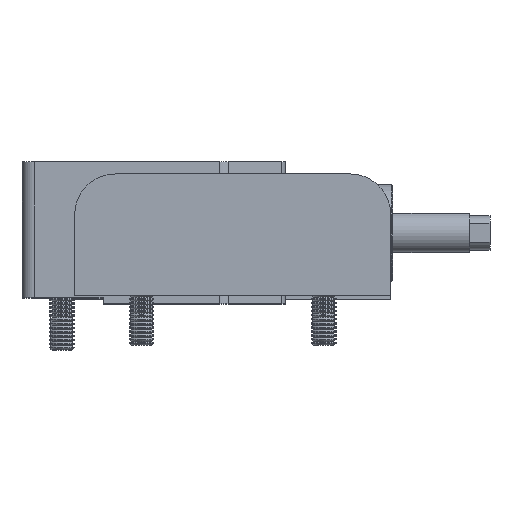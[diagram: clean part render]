
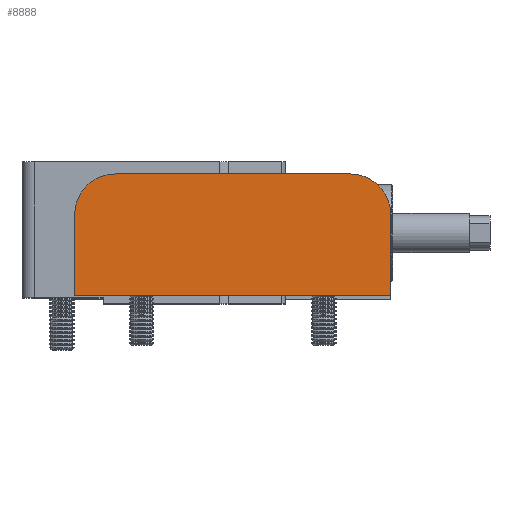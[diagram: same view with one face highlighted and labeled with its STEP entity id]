
A CAD part, top view. The second image highlights one B-rep face of the part: STEP entity #8888.
In plain terms, the highlighted planar face has unit normal (0, 0, 1).
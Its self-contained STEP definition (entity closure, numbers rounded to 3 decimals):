
#22 = FACE_OUTER_BOUND ( 'NONE', #2915, .T. ) ;
#152 = CARTESIAN_POINT ( 'NONE',  ( 39., -15., 35. ) ) ;
#379 = ORIENTED_EDGE ( 'NONE', *, *, #10227, .T. ) ;
#511 = ORIENTED_EDGE ( 'NONE', *, *, #9312, .T. ) ;
#646 = EDGE_CURVE ( 'NONE', #6715, #8796, #7264, .T. ) ;
#778 = DIRECTION ( 'NONE',  ( -1., 0., 0. ) ) ;
#779 = VECTOR ( 'NONE', #946, 1000. ) ;
#946 = DIRECTION ( 'NONE',  ( 0., -1., 0. ) ) ;
#959 = PLANE ( 'NONE',  #8897 ) ;
#1122 = CARTESIAN_POINT ( 'NONE',  ( -39., 5., 35. ) ) ;
#1294 = VERTEX_POINT ( 'NONE', #3188 ) ;
#1857 = ORIENTED_EDGE ( 'NONE', *, *, #8774, .T. ) ;
#2032 = LINE ( 'NONE', #8276, #4194 ) ;
#2090 = EDGE_CURVE ( 'NONE', #8796, #8033, #6727, .T. ) ;
#2346 = ORIENTED_EDGE ( 'NONE', *, *, #646, .T. ) ;
#2499 = CARTESIAN_POINT ( 'NONE',  ( -39., -15., 35. ) ) ;
#2714 = VERTEX_POINT ( 'NONE', #1122 ) ;
#2915 = EDGE_LOOP ( 'NONE', ( #1857, #379, #511, #4625, #2346, #5866 ) ) ;
#2988 = DIRECTION ( 'NONE',  ( -1., 0., 0. ) ) ;
#3188 = CARTESIAN_POINT ( 'NONE',  ( -29., 15., 35. ) ) ;
#4066 = VECTOR ( 'NONE', #6487, 1000. ) ;
#4194 = VECTOR ( 'NONE', #6813, 1000. ) ;
#4353 = VERTEX_POINT ( 'NONE', #4493 ) ;
#4493 = CARTESIAN_POINT ( 'NONE',  ( -39., -15., 35. ) ) ;
#4625 = ORIENTED_EDGE ( 'NONE', *, *, #7843, .T. ) ;
#4695 = DIRECTION ( 'NONE',  ( 0., 0., 1. ) ) ;
#4835 = AXIS2_PLACEMENT_3D ( 'NONE', #7819, #4695, #778 ) ;
#5569 = AXIS2_PLACEMENT_3D ( 'NONE', #5666, #8054, #8948 ) ;
#5666 = CARTESIAN_POINT ( 'NONE',  ( 29., 5., 35. ) ) ;
#5866 = ORIENTED_EDGE ( 'NONE', *, *, #2090, .T. ) ;
#6316 = CARTESIAN_POINT ( 'NONE',  ( 0., 0., 35. ) ) ;
#6365 = DIRECTION ( 'NONE',  ( -1., 0., 0. ) ) ;
#6455 = LINE ( 'NONE', #2499, #779 ) ;
#6487 = DIRECTION ( 'NONE',  ( 0., 1., 0. ) ) ;
#6545 = CARTESIAN_POINT ( 'NONE',  ( 39., -15., 35. ) ) ;
#6715 = VERTEX_POINT ( 'NONE', #6545 ) ;
#6727 = CIRCLE ( 'NONE', #5569, 10. ) ;
#6813 = DIRECTION ( 'NONE',  ( 1., 0., 0. ) ) ;
#6938 = LINE ( 'NONE', #10114, #7053 ) ;
#7053 = VECTOR ( 'NONE', #2988, 1000. ) ;
#7264 = LINE ( 'NONE', #152, #4066 ) ;
#7290 = CARTESIAN_POINT ( 'NONE',  ( 39., 5., 35. ) ) ;
#7819 = CARTESIAN_POINT ( 'NONE',  ( -29., 5., 35. ) ) ;
#7843 = EDGE_CURVE ( 'NONE', #4353, #6715, #2032, .T. ) ;
#8005 = CIRCLE ( 'NONE', #4835, 10. ) ;
#8033 = VERTEX_POINT ( 'NONE', #9502 ) ;
#8054 = DIRECTION ( 'NONE',  ( 0., 0., 1. ) ) ;
#8276 = CARTESIAN_POINT ( 'NONE',  ( -39., -15., 35. ) ) ;
#8774 = EDGE_CURVE ( 'NONE', #8033, #1294, #6938, .T. ) ;
#8796 = VERTEX_POINT ( 'NONE', #7290 ) ;
#8888 = ADVANCED_FACE ( 'NONE', ( #22 ), #959, .F. ) ;
#8897 = AXIS2_PLACEMENT_3D ( 'NONE', #6316, #9481, #6365 ) ;
#8948 = DIRECTION ( 'NONE',  ( -1., 0., 0. ) ) ;
#9312 = EDGE_CURVE ( 'NONE', #2714, #4353, #6455, .T. ) ;
#9481 = DIRECTION ( 'NONE',  ( 0., 0., -1. ) ) ;
#9502 = CARTESIAN_POINT ( 'NONE',  ( 29., 15., 35. ) ) ;
#10114 = CARTESIAN_POINT ( 'NONE',  ( -39., 15., 35. ) ) ;
#10227 = EDGE_CURVE ( 'NONE', #1294, #2714, #8005, .T. ) ;
